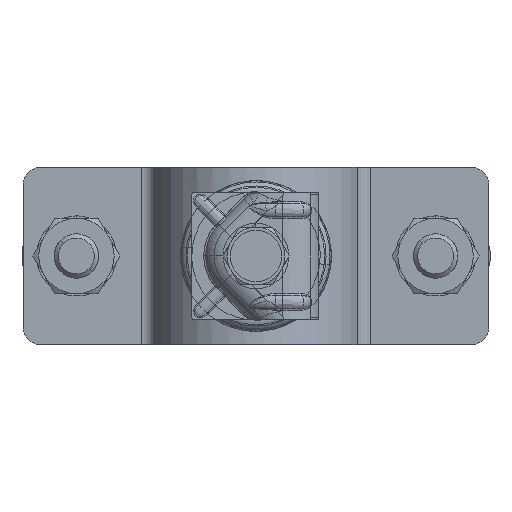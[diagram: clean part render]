
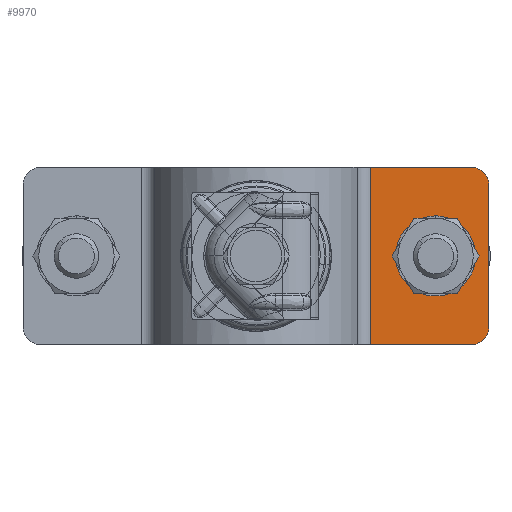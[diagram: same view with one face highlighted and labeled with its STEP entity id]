
A CAD part, front view. The second image highlights one B-rep face of the part: STEP entity #9970.
In plain terms, the highlighted planar face has unit normal (0, -1, 0).
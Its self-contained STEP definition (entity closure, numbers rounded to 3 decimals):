
#17 = VERTEX_POINT ( 'NONE', #5773 ) ;
#24 = EDGE_CURVE ( 'NONE', #9266, #12190, #1773, .T. ) ;
#138 = EDGE_CURVE ( 'NONE', #5557, #11535, #2133, .T. ) ;
#190 = CARTESIAN_POINT ( 'NONE',  ( 46., -4.8, -5.2 ) ) ;
#304 = DIRECTION ( 'NONE',  ( 0., 1., 0. ) ) ;
#355 = DIRECTION ( 'NONE',  ( 1., 0., 0. ) ) ;
#479 = ORIENTED_EDGE ( 'NONE', *, *, #5103, .T. ) ;
#508 = CARTESIAN_POINT ( 'NONE',  ( 52.5, -4.8, 20. ) ) ;
#520 = LINE ( 'NONE', #6609, #9697 ) ;
#908 = ORIENTED_EDGE ( 'NONE', *, *, #10502, .T. ) ;
#936 = ORIENTED_EDGE ( 'NONE', *, *, #24, .F. ) ;
#961 = CARTESIAN_POINT ( 'NONE',  ( 35., -4.8, -5.2 ) ) ;
#1048 = CARTESIAN_POINT ( 'NONE',  ( 46., -4.8, 5.2 ) ) ;
#1165 = CARTESIAN_POINT ( 'NONE',  ( 45.7, -4.8, -5.5 ) ) ;
#1381 = VECTOR ( 'NONE', #2102, 1000. ) ;
#1606 = CARTESIAN_POINT ( 'NONE',  ( 48.5, -4.8, 16. ) ) ;
#1708 = ORIENTED_EDGE ( 'NONE', *, *, #4646, .T. ) ;
#1773 = LINE ( 'NONE', #13912, #1381 ) ;
#1815 = VERTEX_POINT ( 'NONE', #13357 ) ;
#1901 = CARTESIAN_POINT ( 'NONE',  ( 35.3, -4.8, 5.5 ) ) ;
#1961 = CARTESIAN_POINT ( 'NONE',  ( 35., -4.8, 20. ) ) ;
#2061 = CARTESIAN_POINT ( 'NONE',  ( 25.744, -4.8, -20. ) ) ;
#2102 = DIRECTION ( 'NONE',  ( -1., 0., 0. ) ) ;
#2133 = LINE ( 'NONE', #7269, #6249 ) ;
#2185 = EDGE_CURVE ( 'NONE', #10410, #5557, #10549, .T. ) ;
#2258 = VECTOR ( 'NONE', #10938, 1000. ) ;
#2628 = AXIS2_PLACEMENT_3D ( 'NONE', #7033, #11837, #15430 ) ;
#2857 = CARTESIAN_POINT ( 'NONE',  ( 45.7, -4.8, 5.2 ) ) ;
#3073 = DIRECTION ( 'NONE',  ( 0., 1., 0. ) ) ;
#3162 = CIRCLE ( 'NONE', #4722, 0.3 ) ;
#3183 = DIRECTION ( 'NONE',  ( 0., 0., 1. ) ) ;
#3463 = AXIS2_PLACEMENT_3D ( 'NONE', #9046, #3073, #12732 ) ;
#3614 = EDGE_CURVE ( 'NONE', #11535, #12190, #6020, .T. ) ;
#3762 = DIRECTION ( 'NONE',  ( 1., 0., 0. ) ) ;
#3912 = ORIENTED_EDGE ( 'NONE', *, *, #6728, .T. ) ;
#3919 = CARTESIAN_POINT ( 'NONE',  ( 35.3, -4.8, -5.2 ) ) ;
#3932 = CIRCLE ( 'NONE', #14498, 0.3 ) ;
#4052 = EDGE_CURVE ( 'NONE', #9266, #1815, #14361, .T. ) ;
#4133 = DIRECTION ( 'NONE',  ( 1., 0., 0. ) ) ;
#4217 = VERTEX_POINT ( 'NONE', #190 ) ;
#4569 = CARTESIAN_POINT ( 'NONE',  ( 52.5, -4.8, 5.5 ) ) ;
#4646 = EDGE_CURVE ( 'NONE', #4217, #11232, #3932, .T. ) ;
#4671 = AXIS2_PLACEMENT_3D ( 'NONE', #3919, #12182, #3762 ) ;
#4722 = AXIS2_PLACEMENT_3D ( 'NONE', #2857, #304, #355 ) ;
#4992 = LINE ( 'NONE', #1961, #15395 ) ;
#5103 = EDGE_CURVE ( 'NONE', #14061, #8219, #10617, .T. ) ;
#5208 = DIRECTION ( 'NONE',  ( 1., 0., 0. ) ) ;
#5258 = FACE_OUTER_BOUND ( 'NONE', #10079, .T. ) ;
#5557 = VERTEX_POINT ( 'NONE', #7139 ) ;
#5773 = CARTESIAN_POINT ( 'NONE',  ( 45.7, -4.8, 5.5 ) ) ;
#5832 = ORIENTED_EDGE ( 'NONE', *, *, #138, .T. ) ;
#5869 = EDGE_LOOP ( 'NONE', ( #908, #1708, #5915, #13243, #3912, #479, #6925, #15451 ) ) ;
#5915 = ORIENTED_EDGE ( 'NONE', *, *, #7267, .T. ) ;
#6020 = LINE ( 'NONE', #9530, #15107 ) ;
#6128 = DIRECTION ( 'NONE',  ( -1., 0., 0. ) ) ;
#6249 = VECTOR ( 'NONE', #6128, 1000. ) ;
#6376 = VERTEX_POINT ( 'NONE', #961 ) ;
#6417 = EDGE_CURVE ( 'NONE', #7282, #6376, #12254, .T. ) ;
#6536 = DIRECTION ( 'NONE',  ( 0., -1., 0. ) ) ;
#6564 = PLANE ( 'NONE',  #13724 ) ;
#6609 = CARTESIAN_POINT ( 'NONE',  ( 46., -4.8, 20. ) ) ;
#6708 = ORIENTED_EDGE ( 'NONE', *, *, #3614, .T. ) ;
#6728 = EDGE_CURVE ( 'NONE', #6376, #14061, #4992, .T. ) ;
#6925 = ORIENTED_EDGE ( 'NONE', *, *, #9564, .T. ) ;
#6931 = FACE_BOUND ( 'NONE', #5869, .T. ) ;
#7033 = CARTESIAN_POINT ( 'NONE',  ( 48.5, -4.8, -16. ) ) ;
#7125 = CARTESIAN_POINT ( 'NONE',  ( 35.3, -4.8, -5.5 ) ) ;
#7139 = CARTESIAN_POINT ( 'NONE',  ( 48.5, -4.8, 20. ) ) ;
#7267 = EDGE_CURVE ( 'NONE', #11232, #7282, #12209, .T. ) ;
#7269 = CARTESIAN_POINT ( 'NONE',  ( 52.5, -4.8, 20. ) ) ;
#7282 = VERTEX_POINT ( 'NONE', #7125 ) ;
#7753 = CARTESIAN_POINT ( 'NONE',  ( 25.744, -4.8, 20. ) ) ;
#8132 = ORIENTED_EDGE ( 'NONE', *, *, #4052, .T. ) ;
#8216 = LINE ( 'NONE', #4569, #2258 ) ;
#8219 = VERTEX_POINT ( 'NONE', #1901 ) ;
#8494 = CARTESIAN_POINT ( 'NONE',  ( 52.5, -4.8, 16. ) ) ;
#8588 = DIRECTION ( 'NONE',  ( 0., 1., 0. ) ) ;
#8929 = DIRECTION ( 'NONE',  ( 0., -1., 0. ) ) ;
#9046 = CARTESIAN_POINT ( 'NONE',  ( 35.3, -4.8, 5.2 ) ) ;
#9266 = VERTEX_POINT ( 'NONE', #13838 ) ;
#9530 = CARTESIAN_POINT ( 'NONE',  ( 25.744, -4.8, 20. ) ) ;
#9564 = EDGE_CURVE ( 'NONE', #8219, #17, #8216, .T. ) ;
#9697 = VECTOR ( 'NONE', #12466, 1000. ) ;
#9765 = DIRECTION ( 'NONE',  ( 1., 0., 0. ) ) ;
#9794 = ORIENTED_EDGE ( 'NONE', *, *, #13276, .F. ) ;
#9970 = ADVANCED_FACE ( 'NONE', ( #5258, #6931 ), #6564, .T. ) ;
#10079 = EDGE_LOOP ( 'NONE', ( #936, #8132, #9794, #12906, #5832, #6708 ) ) ;
#10410 = VERTEX_POINT ( 'NONE', #8494 ) ;
#10502 = EDGE_CURVE ( 'NONE', #12250, #4217, #520, .T. ) ;
#10549 = CIRCLE ( 'NONE', #13278, 4. ) ;
#10617 = CIRCLE ( 'NONE', #3463, 0.3 ) ;
#10881 = DIRECTION ( 'NONE',  ( 0., 0., -1. ) ) ;
#10938 = DIRECTION ( 'NONE',  ( 1., 0., 0. ) ) ;
#11232 = VERTEX_POINT ( 'NONE', #1165 ) ;
#11480 = EDGE_CURVE ( 'NONE', #17, #12250, #3162, .T. ) ;
#11535 = VERTEX_POINT ( 'NONE', #7753 ) ;
#11723 = DIRECTION ( 'NONE',  ( -1., 0., 0. ) ) ;
#11819 = CARTESIAN_POINT ( 'NONE',  ( 52.5, -4.8, 20. ) ) ;
#11837 = DIRECTION ( 'NONE',  ( 0., -1., 0. ) ) ;
#12089 = CARTESIAN_POINT ( 'NONE',  ( 45.7, -4.8, -5.2 ) ) ;
#12168 = VECTOR ( 'NONE', #14117, 1000. ) ;
#12182 = DIRECTION ( 'NONE',  ( 0., 1., 0. ) ) ;
#12190 = VERTEX_POINT ( 'NONE', #2061 ) ;
#12209 = LINE ( 'NONE', #13970, #13722 ) ;
#12250 = VERTEX_POINT ( 'NONE', #1048 ) ;
#12254 = CIRCLE ( 'NONE', #4671, 0.3 ) ;
#12466 = DIRECTION ( 'NONE',  ( 0., 0., -1. ) ) ;
#12732 = DIRECTION ( 'NONE',  ( 1., 0., 0. ) ) ;
#12906 = ORIENTED_EDGE ( 'NONE', *, *, #2185, .T. ) ;
#13243 = ORIENTED_EDGE ( 'NONE', *, *, #6417, .T. ) ;
#13271 = CARTESIAN_POINT ( 'NONE',  ( 35., -4.8, 5.2 ) ) ;
#13276 = EDGE_CURVE ( 'NONE', #10410, #1815, #15323, .T. ) ;
#13278 = AXIS2_PLACEMENT_3D ( 'NONE', #1606, #6536, #4133 ) ;
#13357 = CARTESIAN_POINT ( 'NONE',  ( 52.5, -4.8, -16. ) ) ;
#13722 = VECTOR ( 'NONE', #11723, 1000. ) ;
#13724 = AXIS2_PLACEMENT_3D ( 'NONE', #508, #8929, #5208 ) ;
#13838 = CARTESIAN_POINT ( 'NONE',  ( 48.5, -4.8, -20. ) ) ;
#13912 = CARTESIAN_POINT ( 'NONE',  ( 52.5, -4.8, -20. ) ) ;
#13970 = CARTESIAN_POINT ( 'NONE',  ( 52.5, -4.8, -5.5 ) ) ;
#14061 = VERTEX_POINT ( 'NONE', #13271 ) ;
#14117 = DIRECTION ( 'NONE',  ( 0., 0., -1. ) ) ;
#14361 = CIRCLE ( 'NONE', #2628, 4. ) ;
#14498 = AXIS2_PLACEMENT_3D ( 'NONE', #12089, #8588, #9765 ) ;
#15107 = VECTOR ( 'NONE', #10881, 1000. ) ;
#15323 = LINE ( 'NONE', #11819, #12168 ) ;
#15395 = VECTOR ( 'NONE', #3183, 1000. ) ;
#15430 = DIRECTION ( 'NONE',  ( 1., 0., 0. ) ) ;
#15451 = ORIENTED_EDGE ( 'NONE', *, *, #11480, .T. ) ;
